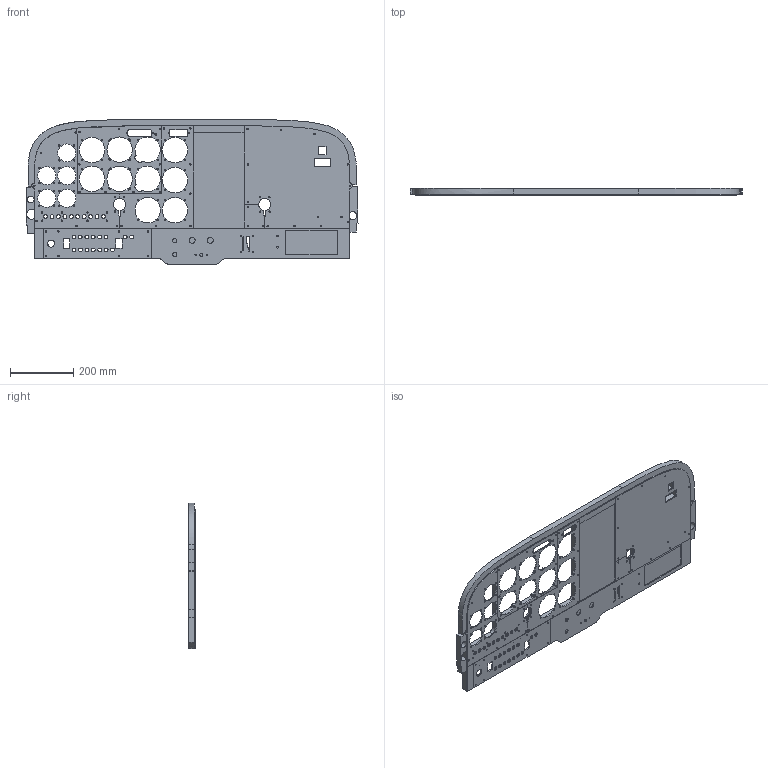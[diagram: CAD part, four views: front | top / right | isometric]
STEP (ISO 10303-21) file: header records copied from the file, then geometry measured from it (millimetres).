
FILE_DESCRIPTION(/* description */ (''),/* implementation_level */ '2;1');
FILE_NAME(/* name */ '2A-1-000 Panel_v46.step',/* time_stamp */ '2021-12-11T14:19:36-07:00',/* author */ (''),/* organization */ (''),/* preprocessor_version */ 'ST-DEVELOPER v18.1',/* originating_system */ 'Autodesk Translation Framework v10.10.0.1391',/* authorisation */ '');
FILE_SCHEMA (('AUTOMOTIVE_DESIGN { 1 0 10303 214 3 1 1 }'));
Length unit declared in the file: inch
Products named in the file (3): 2A-1-000 Panel; Instrument Panel; Panel Support
Assembly tree (2 placements, depth 2):
  2A-1-000 Panel
    Instrument Panel
    Panel Support
Bounding box: 1052.41 x 21.64 x 460.32 mm (x, y, z)
Volume: 6528744.6 mm3; surface area: 1421552.7 mm2
Topology: 11 solids, 11 shells, 675 faces, 1959 edges, 1304 vertices
Faces by surface type: cylinder 396, plane 265, bspline 14
Full cylindrical faces by diameter (mm): 3.81 x4, 4.223 x2, 4.318 x168, 4.5 x8, 5.08 x2, 6.35 x2, 9.728 x1, 11.811 x25, 13.487 x2, 18.999 x2, 21.59 x1, 57.15 x5, 80.518 x8
Entity records: 24348 total; most frequent: CARTESIAN_POINT 4723, DIRECTION 4053, ORIENTED_EDGE 3918, EDGE_CURVE 1959, AXIS2_PLACEMENT_3D 1458, VERTEX_POINT 1304, EDGE_LOOP 1201, LINE 1137
